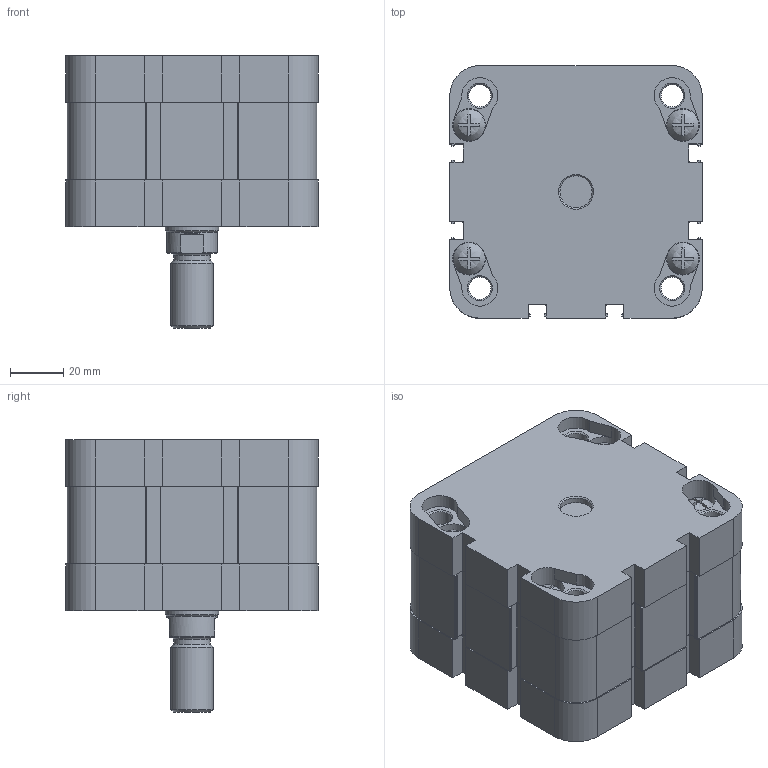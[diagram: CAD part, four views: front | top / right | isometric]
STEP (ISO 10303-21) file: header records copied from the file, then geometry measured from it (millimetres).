
FILE_DESCRIPTION(/* description */ (''),/* implementation_level */ '2;1');
FILE_NAME(/* name */ 'nae_80-10-ag.stp',/* time_stamp */ '2017-10-24T11:48:27+02:00',/* author */ ('leitheußer'),/* organization */ (''),/* preprocessor_version */ 'ST-DEVELOPER v15.6',/* originating_system */ 'Autodesk Inventor LT ',/* authorisation */ '');
FILE_SCHEMA (('AUTOMOTIVE_DESIGN { 1 0 10303 214 3 1 1 }'));
Length unit declared in the file: millimetre
Products named in the file (1): CSEM080_010_KNM
Bounding box: 94.5 x 94.5 x 102 mm (x, y, z)
Volume: 419510.9 mm3; surface area: 135353.8 mm2
Topology: 18 solids, 18 shells, 619 faces, 1597 edges, 1046 vertices
Faces by surface type: plane 328, cylinder 212, cone 54, torus 17, bspline 8
Full cylindrical faces by diameter (mm): 4 x2, 5.6 x4, 6 x8, 6.5 x8, 8.376 x8, 8.566 x2, 12 x9, 12.3 x8, 13.7 x1, 13.835 x1, 16 x3, 19 x1, 20 x2, 21.9 x1, 25 x2, 35.5 x2, 42 x2, 77.4 x2, 79.4 x1, 80 x5, 83.4 x2
Entity records: 19232 total; most frequent: CARTESIAN_POINT 4566, DIRECTION 2974, ORIENTED_EDGE 2888, EDGE_CURVE 1444, AXIS2_PLACEMENT_3D 1092, VERTEX_POINT 1024, EDGE_LOOP 852, LINE 790
